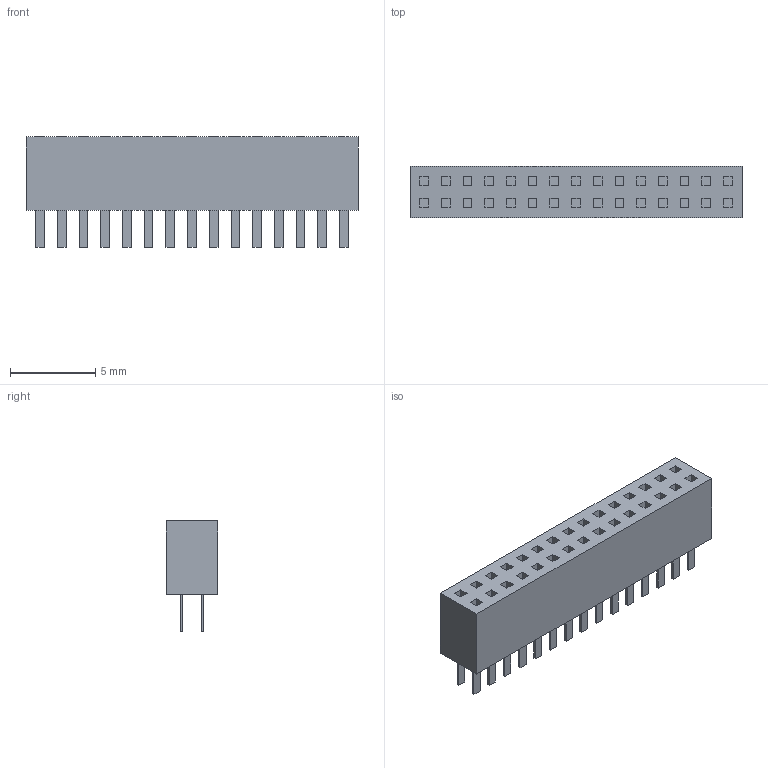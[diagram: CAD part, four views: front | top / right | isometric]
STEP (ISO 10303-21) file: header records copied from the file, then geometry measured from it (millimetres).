
FILE_DESCRIPTION(/* description */ (''),/* implementation_level */ '2;1');
FILE_NAME(/* name */ 'HDR_2x15_Female_TH_1.27mm.step',/* time_stamp */ '2019-07-11T17:50:51-07:00',/* author */ (''),/* organization */ (''),/* preprocessor_version */ 'ST-DEVELOPER v18',/* originating_system */ 'Autodesk Translation Framework v8.2.0.1029',/* authorisation */ '');
FILE_SCHEMA (('AUTOMOTIVE_DESIGN { 1 0 10303 214 3 1 1 }'));
Length unit declared in the file: millimetre
Products named in the file (3): 2x15 Female Header 1.27mm TH; Female Header 2x15; Pins
Assembly tree (2 placements, depth 2):
  2x15 Female Header 1.27mm TH
    Female Header 2x15
    Pins
Bounding box: 19.43 x 3 x 6.45 mm (x, y, z)
Volume: 233.1 mm3; surface area: 680.5 mm2
Topology: 2 solids, 2 shells, 310 faces, 744 edges, 496 vertices
Faces by surface type: plane 310
Entity records: 9186 total; most frequent: CARTESIAN_POINT 1555, ORIENTED_EDGE 1488, DIRECTION 1374, LINE 744, VECTOR 744, EDGE_CURVE 744, VERTEX_POINT 496, EDGE_LOOP 368
